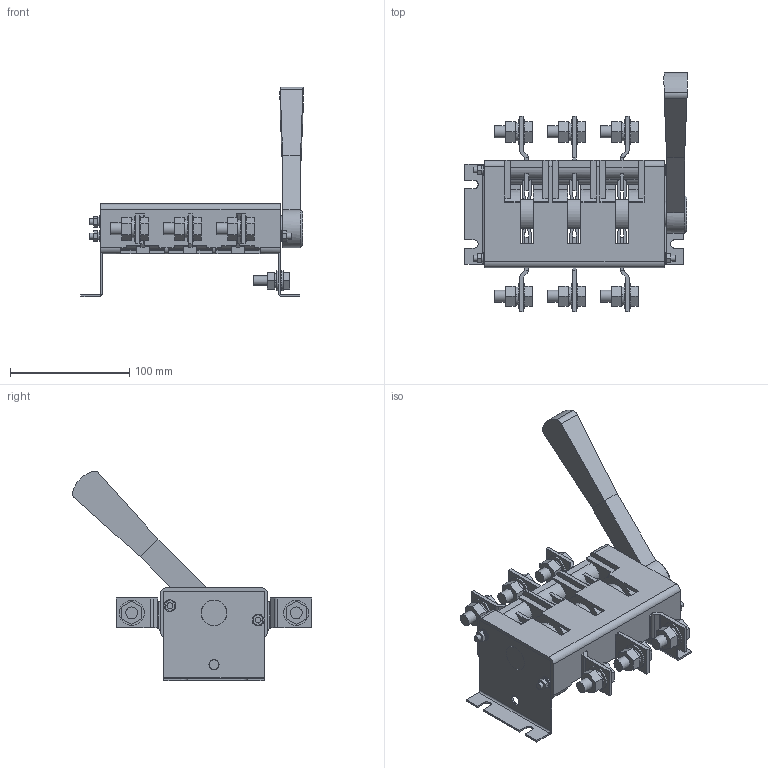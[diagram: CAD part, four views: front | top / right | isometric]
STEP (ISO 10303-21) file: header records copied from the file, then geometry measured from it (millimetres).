
FILE_DESCRIPTION (( 'STEP AP214' ), '1' );
FILE_NAME ('SRK01-100-250 Âûêëþ÷àòåëü-ðàçúåäèíèòåëü ÂÐ32È-35À30220 250À IEK.STEP', '2018-05-08T12:40:59', ( '' ), ( '' ), 'SwSTEP 2.0', 'SolidWorks 2014', '' );
FILE_SCHEMA (( 'AUTOMOTIVE_DESIGN' ));
Length unit declared in the file: millimetre
Products named in the file (1): SRK01-100-250 Âûêëþ÷àòåëü-ðàçúåäèíèòåëü ÂÐ32È-35À30220 250À IEK
Bounding box: 186.75 x 200.94 x 175.94 mm (x, y, z)
Volume: 585341.7 mm3; surface area: 150780.8 mm2
Topology: 16 solids, 16 shells, 872 faces, 2339 edges, 1537 vertices
Faces by surface type: plane 609, cylinder 258, bspline 3, cone 1, torus 1
Full cylindrical faces by diameter (mm): 5 x8, 5.2 x4, 8 x2, 8.2 x3, 8.5 x2, 10 x16, 10.3 x12, 11 x6, 11.364 x1, 12.5 x1, 17 x3, 18 x1, 21 x12, 21.3 x2, 21.5 x2, 22.3 x1
Entity records: 26879 total; most frequent: CARTESIAN_POINT 4823, DIRECTION 4505, ORIENTED_EDGE 4462, EDGE_CURVE 2231, VECTOR 1587, LINE 1587, VERTEX_POINT 1507, AXIS2_PLACEMENT_3D 1459
